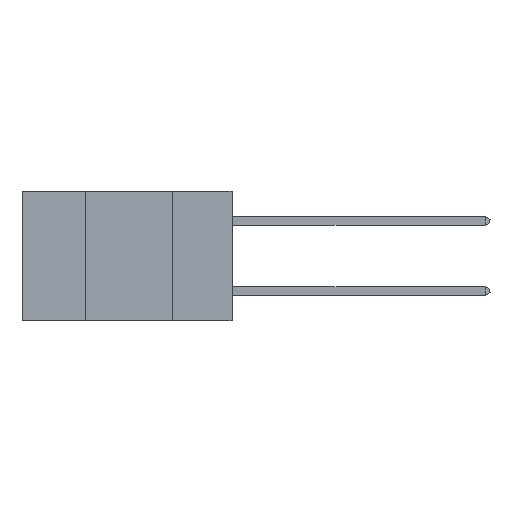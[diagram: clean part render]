
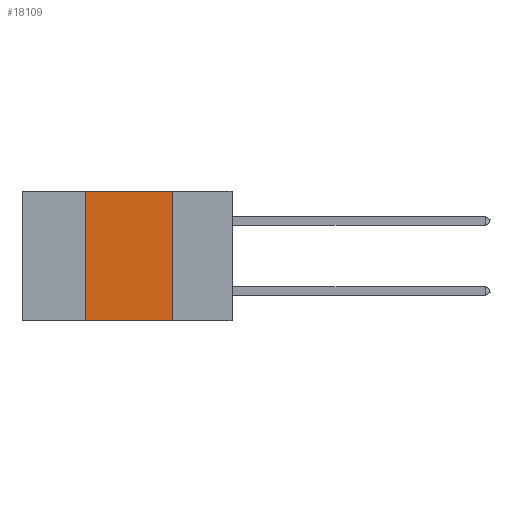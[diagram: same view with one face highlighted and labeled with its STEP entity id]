
A CAD part, left-side view. The second image highlights one B-rep face of the part: STEP entity #18109.
In plain terms, the highlighted planar face has unit normal (-1, 0, 0).
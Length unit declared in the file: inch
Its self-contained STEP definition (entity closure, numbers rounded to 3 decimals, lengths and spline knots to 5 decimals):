
#240 = VECTOR ( 'NONE', #11352, 39.37008 ) ;
#2619 = PLANE ( 'NONE',  #17647 ) ;
#2706 = ORIENTED_EDGE ( 'NONE', *, *, #13559, .F. ) ;
#4430 = LINE ( 'NONE', #21611, #27815 ) ;
#4711 = LINE ( 'NONE', #17029, #36123 ) ;
#8333 = VERTEX_POINT ( 'NONE', #23544 ) ;
#8559 = VERTEX_POINT ( 'NONE', #36497 ) ;
#9470 = DIRECTION ( 'NONE',  ( 0., 0., 1. ) ) ;
#11352 = DIRECTION ( 'NONE',  ( 0., -1., 0. ) ) ;
#13559 = EDGE_CURVE ( 'NONE', #8559, #28616, #4430, .T. ) ;
#13851 = ORIENTED_EDGE ( 'NONE', *, *, #22877, .F. ) ;
#14255 = DIRECTION ( 'NONE',  ( 0., -1., 0. ) ) ;
#17029 = CARTESIAN_POINT ( 'NONE',  ( 0., 0.17, 0. ) ) ;
#17188 = CARTESIAN_POINT ( 'NONE',  ( 0., 0.6, -0.37 ) ) ;
#17647 = AXIS2_PLACEMENT_3D ( 'NONE', #36149, #23584, #27033 ) ;
#17969 = EDGE_CURVE ( 'NONE', #8559, #8333, #21474, .T. ) ;
#18014 = ORIENTED_EDGE ( 'NONE', *, *, #38982, .F. ) ;
#18109 = ADVANCED_FACE ( 'NONE', ( #31443 ), #2619, .F. ) ;
#20071 = DIRECTION ( 'NONE',  ( 0., 0., -1. ) ) ;
#21474 = LINE ( 'NONE', #17188, #36206 ) ;
#21611 = CARTESIAN_POINT ( 'NONE',  ( 0., 0.42, 0. ) ) ;
#22877 = EDGE_CURVE ( 'NONE', #31817, #8333, #4711, .T. ) ;
#23257 = ORIENTED_EDGE ( 'NONE', *, *, #17969, .T. ) ;
#23544 = CARTESIAN_POINT ( 'NONE',  ( 0., 0.17, -0.37 ) ) ;
#23584 = DIRECTION ( 'NONE',  ( 1., 0., 0. ) ) ;
#24966 = EDGE_LOOP ( 'NONE', ( #13851, #18014, #2706, #23257 ) ) ;
#25822 = CARTESIAN_POINT ( 'NONE',  ( 0., 0.17, 0. ) ) ;
#27033 = DIRECTION ( 'NONE',  ( 0., 0., -1. ) ) ;
#27815 = VECTOR ( 'NONE', #9470, 39.37008 ) ;
#28616 = VERTEX_POINT ( 'NONE', #32135 ) ;
#29736 = CARTESIAN_POINT ( 'NONE',  ( 0., 0.6, 0. ) ) ;
#31443 = FACE_OUTER_BOUND ( 'NONE', #24966, .T. ) ;
#31817 = VERTEX_POINT ( 'NONE', #25822 ) ;
#32135 = CARTESIAN_POINT ( 'NONE',  ( 0., 0.42, 0. ) ) ;
#36123 = VECTOR ( 'NONE', #20071, 39.37008 ) ;
#36149 = CARTESIAN_POINT ( 'NONE',  ( 0., 0.6, 0. ) ) ;
#36206 = VECTOR ( 'NONE', #14255, 39.37008 ) ;
#36497 = CARTESIAN_POINT ( 'NONE',  ( 0., 0.42, -0.37 ) ) ;
#38982 = EDGE_CURVE ( 'NONE', #28616, #31817, #39270, .T. ) ;
#39270 = LINE ( 'NONE', #29736, #240 ) ;
